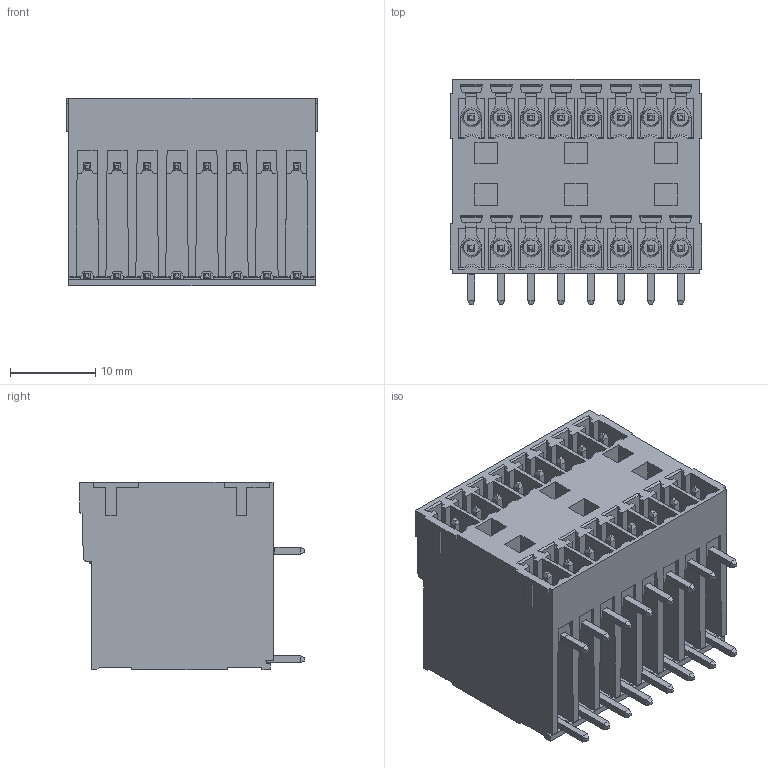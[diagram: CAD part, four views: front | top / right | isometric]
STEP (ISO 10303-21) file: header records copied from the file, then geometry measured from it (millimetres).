
FILE_DESCRIPTION( ('This file contains a STEP AP42 implementation' ,'as created by ZW3D STEP Interface translator.') ,'2;1' );
FILE_NAME( 'WJ15EDGRH-3.5-2x08P-00A.stp' ,'23 831. 92611', (''), ('ZWCAD Software Co.'), 'Version 1.0', 'ZW3D to STEP translator', '' );
FILE_SCHEMA(('AUTOMOTIVE_DESIGN { 1 0 10303 214 1 1 1 1 }'));
Length unit declared in the file: millimetre
Products named in the file (2): 0; WJ15EDGRH-350-2X08P
Bounding box: 29.4 x 26.4 x 21.9 mm (x, y, z)
Volume: 10924 mm3; surface area: 8694.5 mm2
Topology: 2 solids, 2 shells, 1303 faces, 3453 edges, 2222 vertices
Faces by surface type: plane 1156, cylinder 91, cone 48, sphere 8
Entity records: 40988 total; most frequent: CARTESIAN_POINT 7195, ORIENTED_EDGE 6906, DIRECTION 6291, EDGE_CURVE 3453, VECTOR 3143, LINE 3143, VERTEX_POINT 2222, AXIS2_PLACEMENT_3D 1574
